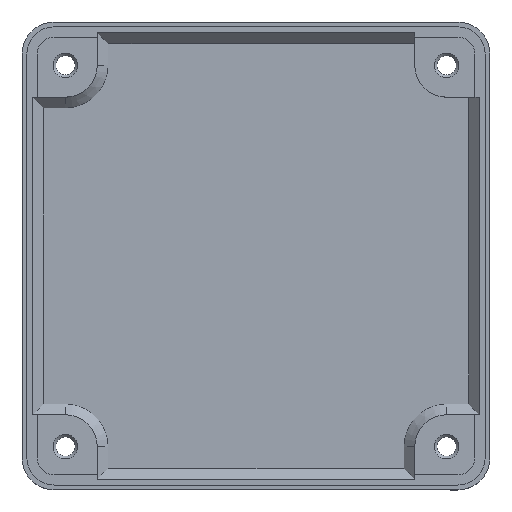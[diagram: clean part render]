
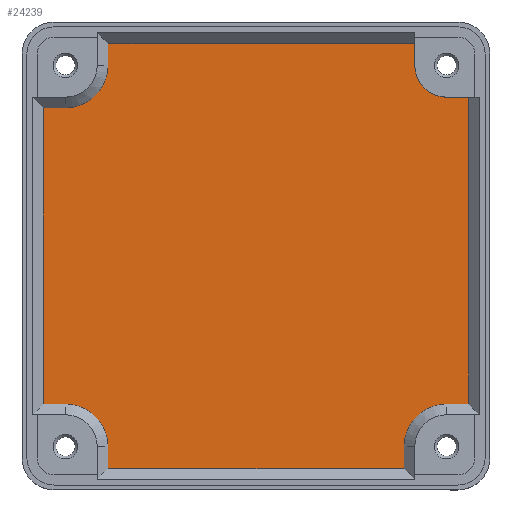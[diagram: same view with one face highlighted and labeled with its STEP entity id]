
A CAD part, top view. The second image highlights one B-rep face of the part: STEP entity #24239.
In plain terms, the highlighted planar face has unit normal (0, 0, 1).
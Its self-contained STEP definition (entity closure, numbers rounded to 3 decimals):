
#90=CIRCLE('',#25519,7.942);
#92=CIRCLE('',#25526,7.942);
#94=CIRCLE('',#25531,7.942);
#96=CIRCLE('',#25535,5.942);
#2409=FACE_OUTER_BOUND('',#3846,.T.);
#3846=EDGE_LOOP('',(#18135,#18136,#18137,#18138,#18139,#18140,#18141,#18142,
#18143,#18144,#18145,#18146,#18147,#18148,#18149,#18150));
#5831=LINE('',#36227,#8218);
#5837=LINE('',#36240,#8224);
#5841=LINE('',#36249,#8228);
#5846=LINE('',#36262,#8233);
#5847=LINE('',#36265,#8234);
#5852=LINE('',#36274,#8239);
#5853=LINE('',#36277,#8240);
#5858=LINE('',#36289,#8245);
#5859=LINE('',#36292,#8246);
#5864=LINE('',#36304,#8251);
#5865=LINE('',#36307,#8252);
#5866=LINE('',#36310,#8253);
#8218=VECTOR('',#27452,10.);
#8224=VECTOR('',#27460,10.);
#8228=VECTOR('',#27466,10.);
#8233=VECTOR('',#27479,10.);
#8234=VECTOR('',#27482,10.);
#8239=VECTOR('',#27489,10.);
#8240=VECTOR('',#27492,10.);
#8245=VECTOR('',#27505,10.);
#8246=VECTOR('',#27508,10.);
#8251=VECTOR('',#27521,10.);
#8252=VECTOR('',#27524,10.);
#8253=VECTOR('',#27527,10.);
#10961=VERTEX_POINT('',#36225);
#10962=VERTEX_POINT('',#36226);
#10967=VERTEX_POINT('',#36237);
#10968=VERTEX_POINT('',#36239);
#10971=VERTEX_POINT('',#36246);
#10972=VERTEX_POINT('',#36248);
#10974=VERTEX_POINT('',#36253);
#10975=VERTEX_POINT('',#36255);
#10977=VERTEX_POINT('',#36264);
#10980=VERTEX_POINT('',#36272);
#10981=VERTEX_POINT('',#36276);
#10983=VERTEX_POINT('',#36282);
#10985=VERTEX_POINT('',#36291);
#10987=VERTEX_POINT('',#36297);
#10989=VERTEX_POINT('',#36306);
#10990=VERTEX_POINT('',#36308);
#13677=EDGE_CURVE('',#10961,#10962,#5831,.T.);
#13683=EDGE_CURVE('',#10967,#10968,#5837,.T.);
#13687=EDGE_CURVE('',#10971,#10972,#5841,.T.);
#13690=EDGE_CURVE('',#10974,#10975,#90,.T.);
#13694=EDGE_CURVE('',#10975,#10971,#5846,.T.);
#13695=EDGE_CURVE('',#10977,#10974,#5847,.T.);
#13700=EDGE_CURVE('',#10980,#10977,#5852,.T.);
#13701=EDGE_CURVE('',#10972,#10981,#5853,.T.);
#13704=EDGE_CURVE('',#10981,#10983,#92,.T.);
#13708=EDGE_CURVE('',#10983,#10967,#5858,.T.);
#13709=EDGE_CURVE('',#10968,#10985,#5859,.T.);
#13712=EDGE_CURVE('',#10985,#10987,#94,.T.);
#13716=EDGE_CURVE('',#10987,#10961,#5864,.T.);
#13717=EDGE_CURVE('',#10980,#10989,#5865,.T.);
#13718=EDGE_CURVE('',#10989,#10990,#96,.T.);
#13719=EDGE_CURVE('',#10990,#10962,#5866,.T.);
#18135=ORIENTED_EDGE('',*,*,#13677,.F.);
#18136=ORIENTED_EDGE('',*,*,#13716,.F.);
#18137=ORIENTED_EDGE('',*,*,#13712,.F.);
#18138=ORIENTED_EDGE('',*,*,#13709,.F.);
#18139=ORIENTED_EDGE('',*,*,#13683,.F.);
#18140=ORIENTED_EDGE('',*,*,#13708,.F.);
#18141=ORIENTED_EDGE('',*,*,#13704,.F.);
#18142=ORIENTED_EDGE('',*,*,#13701,.F.);
#18143=ORIENTED_EDGE('',*,*,#13687,.F.);
#18144=ORIENTED_EDGE('',*,*,#13694,.F.);
#18145=ORIENTED_EDGE('',*,*,#13690,.F.);
#18146=ORIENTED_EDGE('',*,*,#13695,.F.);
#18147=ORIENTED_EDGE('',*,*,#13700,.F.);
#18148=ORIENTED_EDGE('',*,*,#13717,.T.);
#18149=ORIENTED_EDGE('',*,*,#13718,.T.);
#18150=ORIENTED_EDGE('',*,*,#13719,.T.);
#23431=PLANE('',#25534);
#24239=ADVANCED_FACE('',(#2409),#23431,.T.);
#25519=AXIS2_PLACEMENT_3D('',#36256,#27471,#27472);
#25526=AXIS2_PLACEMENT_3D('',#36283,#27497,#27498);
#25531=AXIS2_PLACEMENT_3D('',#36298,#27513,#27514);
#25534=AXIS2_PLACEMENT_3D('',#36305,#27522,#27523);
#25535=AXIS2_PLACEMENT_3D('',#36309,#27525,#27526);
#27452=DIRECTION('',(1.,0.,0.));
#27460=DIRECTION('',(0.,1.,0.));
#27466=DIRECTION('',(-1.,0.,0.));
#27471=DIRECTION('center_axis',(0.,0.,
1.));
#27472=DIRECTION('ref_axis',(0.,1.,0.));
#27479=DIRECTION('',(0.,-1.,0.));
#27482=DIRECTION('',(-1.,0.,0.));
#27489=DIRECTION('',(0.,-1.,0.));
#27492=DIRECTION('',(0.,1.,0.));
#27497=DIRECTION('center_axis',(0.,0.,
1.));
#27498=DIRECTION('ref_axis',(1.,0.,0.));
#27505=DIRECTION('',(-1.,0.,0.));
#27508=DIRECTION('',(1.,0.,0.));
#27513=DIRECTION('center_axis',(0.,0.,
1.));
#27514=DIRECTION('ref_axis',(0.,-1.,0.));
#27521=DIRECTION('',(0.,1.,0.));
#27522=DIRECTION('center_axis',(0.,0.,
1.));
#27523=DIRECTION('ref_axis',(1.,0.,0.));
#27524=DIRECTION('',(-1.,0.,0.));
#27525=DIRECTION('center_axis',(0.,0.,
-1.));
#27526=DIRECTION('ref_axis',(-1.,0.,0.));
#27527=DIRECTION('',(0.,1.,0.));
#36225=CARTESIAN_POINT('',(-27.574,39.816,0.));
#36226=CARTESIAN_POINT('',(29.662,39.816,0.));
#36227=CARTESIAN_POINT('',(-18.776,39.816,0.));
#36237=CARTESIAN_POINT('',(-39.596,-27.442,0.));
#36239=CARTESIAN_POINT('',(-39.596,27.795,0.));
#36240=CARTESIAN_POINT('',(-39.596,-18.644,0.));
#36246=CARTESIAN_POINT('',(27.662,-39.464,0.));
#36248=CARTESIAN_POINT('',(-27.574,-39.464,0.));
#36249=CARTESIAN_POINT('',(18.864,-39.464,0.));
#36253=CARTESIAN_POINT('',(35.604,-27.442,0.));
#36255=CARTESIAN_POINT('',(27.662,-35.384,0.));
#36256=CARTESIAN_POINT('Origin',(35.604,-35.384,0.));
#36262=CARTESIAN_POINT('',(27.662,-20.244,0.));
#36264=CARTESIAN_POINT('',(39.684,-27.442,0.));
#36265=CARTESIAN_POINT('',(20.864,-27.442,0.));
#36272=CARTESIAN_POINT('',(39.684,29.795,0.));
#36274=CARTESIAN_POINT('',(39.684,18.996,0.));
#36276=CARTESIAN_POINT('',(-27.574,-35.384,0.));
#36277=CARTESIAN_POINT('',(-27.574,-20.644,0.));
#36282=CARTESIAN_POINT('',(-35.516,-27.442,0.));
#36283=CARTESIAN_POINT('Origin',(-35.516,-35.384,0.));
#36289=CARTESIAN_POINT('',(-20.376,-27.442,0.));
#36291=CARTESIAN_POINT('',(-35.516,27.795,0.));
#36292=CARTESIAN_POINT('',(-20.776,27.795,0.));
#36297=CARTESIAN_POINT('',(-27.574,35.736,0.));
#36298=CARTESIAN_POINT('Origin',(-35.516,35.736,0.));
#36304=CARTESIAN_POINT('',(-27.574,20.596,0.));
#36305=CARTESIAN_POINT('Origin',(0.044,0.176,0.));
#36306=CARTESIAN_POINT('',(35.604,29.795,0.));
#36307=CARTESIAN_POINT('',(20.464,29.795,0.));
#36308=CARTESIAN_POINT('',(29.662,35.736,0.));
#36309=CARTESIAN_POINT('Origin',(35.604,35.736,0.));
#36310=CARTESIAN_POINT('',(29.662,20.596,0.));
